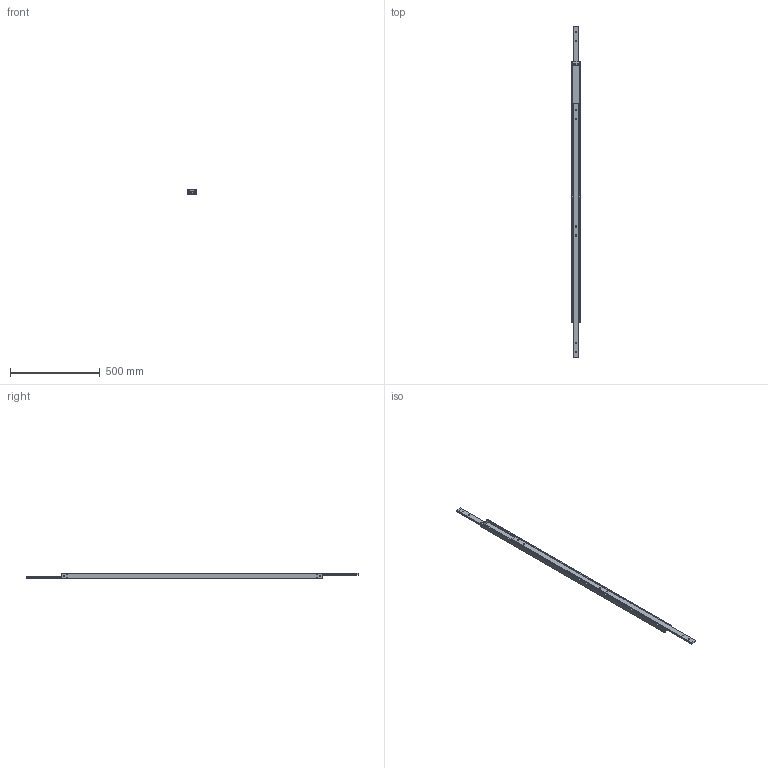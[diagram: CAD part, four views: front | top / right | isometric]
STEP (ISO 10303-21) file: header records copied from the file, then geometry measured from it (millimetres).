
FILE_DESCRIPTION((''),'2;1');
FILE_NAME('DTSB-50 1450.stp','2021-04-15T08:25:38',(''),(''),'Mechanical Desktop 2006','Mechanical Desktop 2006',', , ');
FILE_SCHEMA(('CONFIG_CONTROL_DESIGN'));
Length unit declared in the file: millimetre
Products named in the file (4): DTSB-50 B; INNER BEAM; OUTER BEAM; STOPPER
Assembly tree (5 placements, depth 2):
  DTSB-50 B
    INNER BEAM
    OUTER BEAM  x2
    STOPPER  x2
Bounding box: 50 x 1850 x 30 mm (x, y, z)
Volume: 1551992.1 mm3; surface area: 521197 mm2
Topology: 5 solids, 5 shells, 176 faces, 532 edges, 348 vertices
Faces by surface type: cylinder 104, plane 64, cone 8
Entity records: 5073 total; most frequent: CARTESIAN_POINT 1548, ORIENTED_EDGE 728, DIRECTION 696, EDGE_CURVE 364, AXIS2_PLACEMENT_3D 254, VERTEX_POINT 242, VECTOR 188, LINE 188
